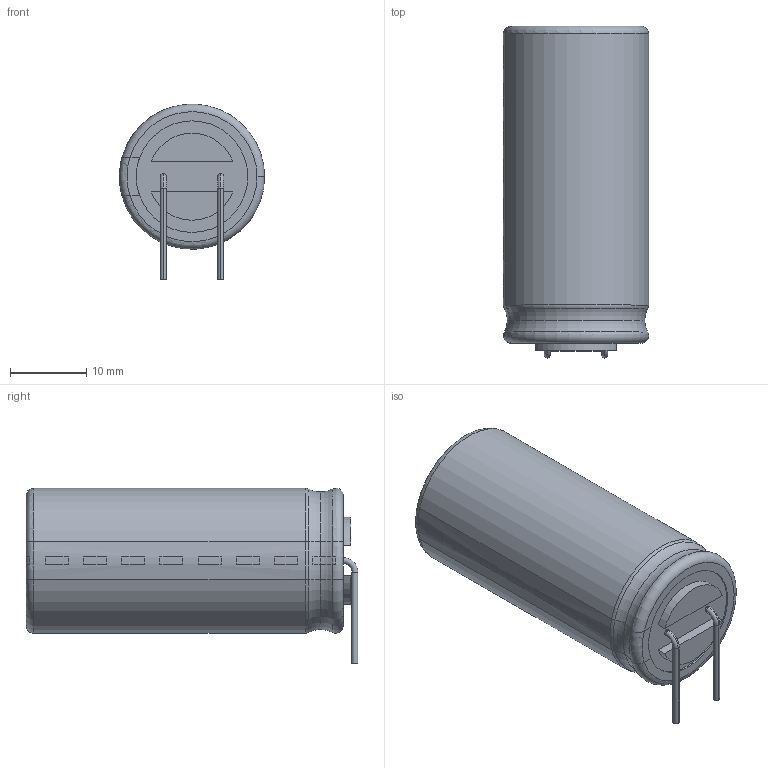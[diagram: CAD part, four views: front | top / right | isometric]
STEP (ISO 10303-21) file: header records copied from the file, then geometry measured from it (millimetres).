
FILE_DESCRIPTION (( 'STEP AP214' ), '1' );
FILE_NAME ('ECAP1840(L).STEP', '2023-05-17T14:22:50', ( '' ), ( '' ), 'SwSTEP 2.0', 'SolidWorks 2018', '' );
FILE_SCHEMA (( 'AUTOMOTIVE_DESIGN' ));
Length unit declared in the file: millimetre
Products named in the file (1): ECAP1840(L)
Bounding box: 19 x 43.4 x 22.99 mm (x, y, z)
Volume: 11691.3 mm3; surface area: 3153.3 mm2
Topology: 1 solids, 1 shells, 83 faces, 208 edges, 139 vertices
Faces by surface type: cylinder 32, plane 27, torus 24
Entity records: 3557 total; most frequent: CARTESIAN_POINT 544, DIRECTION 461, ORIENTED_EDGE 416, EDGE_CURVE 208, AXIS2_PLACEMENT_3D 187, VERTEX_POINT 139, CIRCLE 103, EDGE_LOOP 95
